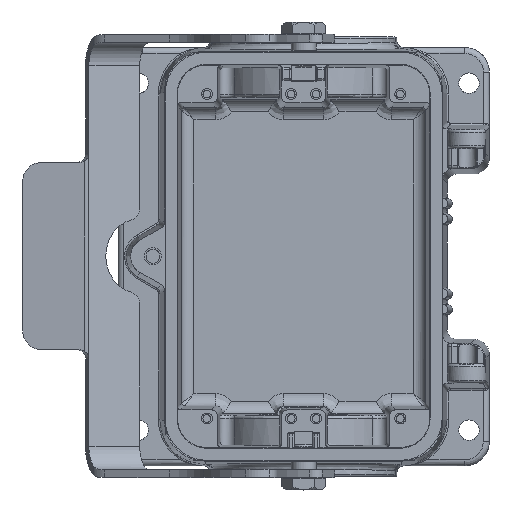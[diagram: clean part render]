
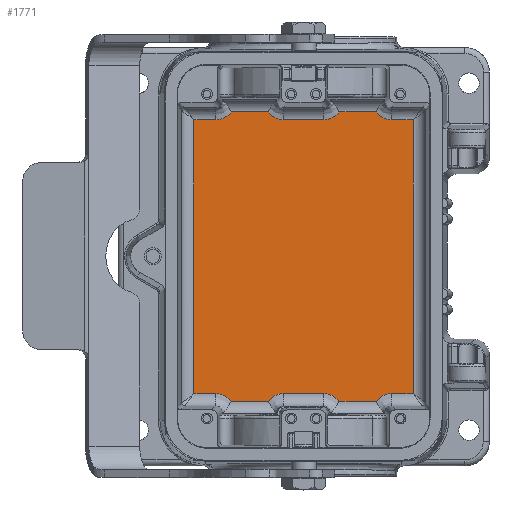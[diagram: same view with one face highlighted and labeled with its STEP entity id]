
A CAD part, top view. The second image highlights one B-rep face of the part: STEP entity #1771.
In plain terms, the highlighted planar face has unit normal (0, 0, 1).
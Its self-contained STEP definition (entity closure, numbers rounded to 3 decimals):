
#1771=ADVANCED_FACE('',(#2680),#2177,.T.);
#2177=PLANE('',#12203);
#2680=FACE_OUTER_BOUND('',#3351,.T.);
#3351=EDGE_LOOP('',(#7413,#7414,#7415,#7416,#7417,#7418,#7419,#7420,#7421,
#7422,#7423,#7424,#7425,#7426,#7427,#7428,#7429,#7430,#7431,#7432));
#4216=LINE('',#22304,#4943);
#4217=LINE('',#22307,#4944);
#4218=LINE('',#22309,#4945);
#4219=LINE('',#22313,#4946);
#4220=LINE('',#22317,#4947);
#4221=LINE('',#22321,#4948);
#4222=LINE('',#22325,#4949);
#4223=LINE('',#22327,#4950);
#4224=LINE('',#22329,#4951);
#4225=LINE('',#22333,#4952);
#4226=LINE('',#22337,#4953);
#4227=LINE('',#22341,#4954);
#4943=VECTOR('',#14714,1.);
#4944=VECTOR('',#14715,1.);
#4945=VECTOR('',#14716,1.);
#4946=VECTOR('',#14719,1.);
#4947=VECTOR('',#14722,1.);
#4948=VECTOR('',#14725,1.);
#4949=VECTOR('',#14728,1.);
#4950=VECTOR('',#14729,1.);
#4951=VECTOR('',#14730,1.);
#4952=VECTOR('',#14733,1.);
#4953=VECTOR('',#14736,1.);
#4954=VECTOR('',#14739,1.);
#7413=ORIENTED_EDGE('',*,*,#10735,.T.);
#7414=ORIENTED_EDGE('',*,*,#10736,.T.);
#7415=ORIENTED_EDGE('',*,*,#10737,.T.);
#7416=ORIENTED_EDGE('',*,*,#10738,.T.);
#7417=ORIENTED_EDGE('',*,*,#10739,.T.);
#7418=ORIENTED_EDGE('',*,*,#10740,.T.);
#7419=ORIENTED_EDGE('',*,*,#10741,.T.);
#7420=ORIENTED_EDGE('',*,*,#10742,.T.);
#7421=ORIENTED_EDGE('',*,*,#10743,.T.);
#7422=ORIENTED_EDGE('',*,*,#10744,.T.);
#7423=ORIENTED_EDGE('',*,*,#10745,.T.);
#7424=ORIENTED_EDGE('',*,*,#10746,.T.);
#7425=ORIENTED_EDGE('',*,*,#10747,.T.);
#7426=ORIENTED_EDGE('',*,*,#10748,.T.);
#7427=ORIENTED_EDGE('',*,*,#10749,.T.);
#7428=ORIENTED_EDGE('',*,*,#10750,.T.);
#7429=ORIENTED_EDGE('',*,*,#10751,.T.);
#7430=ORIENTED_EDGE('',*,*,#10752,.T.);
#7431=ORIENTED_EDGE('',*,*,#10753,.T.);
#7432=ORIENTED_EDGE('',*,*,#10754,.T.);
#9244=VERTEX_POINT('',#22305);
#9245=VERTEX_POINT('',#22306);
#9246=VERTEX_POINT('',#22308);
#9247=VERTEX_POINT('',#22310);
#9248=VERTEX_POINT('',#22312);
#9249=VERTEX_POINT('',#22314);
#9250=VERTEX_POINT('',#22316);
#9251=VERTEX_POINT('',#22318);
#9252=VERTEX_POINT('',#22320);
#9253=VERTEX_POINT('',#22322);
#9254=VERTEX_POINT('',#22324);
#9255=VERTEX_POINT('',#22326);
#9256=VERTEX_POINT('',#22328);
#9257=VERTEX_POINT('',#22330);
#9258=VERTEX_POINT('',#22332);
#9259=VERTEX_POINT('',#22334);
#9260=VERTEX_POINT('',#22336);
#9261=VERTEX_POINT('',#22338);
#9262=VERTEX_POINT('',#22340);
#9263=VERTEX_POINT('',#22342);
#10735=EDGE_CURVE('',#9244,#9245,#4216,.T.);
#10736=EDGE_CURVE('',#9245,#9246,#4217,.T.);
#10737=EDGE_CURVE('',#9246,#9247,#4218,.T.);
#10738=EDGE_CURVE('',#9247,#9248,#11402,.T.);
#10739=EDGE_CURVE('',#9248,#9249,#4219,.T.);
#10740=EDGE_CURVE('',#9249,#9250,#11403,.T.);
#10741=EDGE_CURVE('',#9250,#9251,#4220,.T.);
#10742=EDGE_CURVE('',#9251,#9252,#11404,.T.);
#10743=EDGE_CURVE('',#9252,#9253,#4221,.T.);
#10744=EDGE_CURVE('',#9253,#9254,#11405,.T.);
#10745=EDGE_CURVE('',#9254,#9255,#4222,.T.);
#10746=EDGE_CURVE('',#9255,#9256,#4223,.T.);
#10747=EDGE_CURVE('',#9256,#9257,#4224,.T.);
#10748=EDGE_CURVE('',#9257,#9258,#11406,.T.);
#10749=EDGE_CURVE('',#9258,#9259,#4225,.T.);
#10750=EDGE_CURVE('',#9259,#9260,#11407,.T.);
#10751=EDGE_CURVE('',#9260,#9261,#4226,.T.);
#10752=EDGE_CURVE('',#9261,#9262,#11408,.T.);
#10753=EDGE_CURVE('',#9262,#9263,#4227,.T.);
#10754=EDGE_CURVE('',#9263,#9244,#11409,.T.);
#11402=ELLIPSE('',#12195,6.002,6.);
#11403=ELLIPSE('',#12196,6.002,6.);
#11404=ELLIPSE('',#12197,6.002,6.);
#11405=ELLIPSE('',#12198,6.002,6.);
#11406=ELLIPSE('',#12199,6.002,6.);
#11407=ELLIPSE('',#12200,6.002,6.);
#11408=ELLIPSE('',#12201,6.002,6.);
#11409=ELLIPSE('',#12202,6.002,6.);
#12195=AXIS2_PLACEMENT_3D('',#22311,#14717,#14718);
#12196=AXIS2_PLACEMENT_3D('',#22315,#14720,#14721);
#12197=AXIS2_PLACEMENT_3D('',#22319,#14723,#14724);
#12198=AXIS2_PLACEMENT_3D('',#22323,#14726,#14727);
#12199=AXIS2_PLACEMENT_3D('',#22331,#14731,#14732);
#12200=AXIS2_PLACEMENT_3D('',#22335,#14734,#14735);
#12201=AXIS2_PLACEMENT_3D('',#22339,#14737,#14738);
#12202=AXIS2_PLACEMENT_3D('',#22343,#14740,#14741);
#12203=AXIS2_PLACEMENT_3D('',#22344,#14742,#14743);
#14714=DIRECTION('',(1.,0.,0.));
#14715=DIRECTION('',(0.,1.,0.));
#14716=DIRECTION('',(-1.,0.,0.));
#14717=DIRECTION('',(0.,0.,-1.));
#14718=DIRECTION('',(0.707,0.707,0.));
#14719=DIRECTION('',(-1.,0.,0.));
#14720=DIRECTION('',(0.,0.,-1.));
#14721=DIRECTION('',(-0.707,0.707,0.));
#14722=DIRECTION('',(-1.,0.,0.));
#14723=DIRECTION('',(0.,0.,-1.));
#14724=DIRECTION('',(0.707,0.707,0.));
#14725=DIRECTION('',(-1.,0.,0.));
#14726=DIRECTION('',(0.,0.,-1.));
#14727=DIRECTION('',(-0.707,0.707,0.));
#14728=DIRECTION('',(-1.,0.,0.));
#14729=DIRECTION('',(0.,-1.,0.));
#14730=DIRECTION('',(1.,0.,0.));
#14731=DIRECTION('',(0.,0.,-1.));
#14732=DIRECTION('',(-0.707,-0.707,0.));
#14733=DIRECTION('',(1.,0.,0.));
#14734=DIRECTION('',(0.,0.,-1.));
#14735=DIRECTION('',(0.707,-0.707,0.));
#14736=DIRECTION('',(1.,0.,0.));
#14737=DIRECTION('',(0.,0.,-1.));
#14738=DIRECTION('',(-0.707,-0.707,0.));
#14739=DIRECTION('',(1.,0.,0.));
#14740=DIRECTION('',(0.,0.,-1.));
#14741=DIRECTION('',(0.707,-0.707,0.));
#14742=DIRECTION('',(0.,0.,1.));
#14743=DIRECTION('',(0.,1.,0.));
#22304=CARTESIAN_POINT('',(39.1,-43.886,-54.5));
#22305=CARTESIAN_POINT('',(28.136,-43.886,-54.5));
#22306=CARTESIAN_POINT('',(35.163,-43.886,-54.5));
#22307=CARTESIAN_POINT('',(35.163,43.886,-54.5));
#22308=CARTESIAN_POINT('',(35.163,43.886,-54.5));
#22309=CARTESIAN_POINT('',(28.067,43.886,-54.5));
#22310=CARTESIAN_POINT('',(28.136,43.886,-54.5));
#22311=CARTESIAN_POINT('',(28.138,49.887,-54.5));
#22312=CARTESIAN_POINT('',(23.256,46.396,-54.5));
#22313=CARTESIAN_POINT('',(-40.499,46.396,-54.5));
#22314=CARTESIAN_POINT('',(11.342,46.396,-54.5));
#22315=CARTESIAN_POINT('',(6.461,49.887,-54.5));
#22316=CARTESIAN_POINT('',(6.463,43.886,-54.5));
#22317=CARTESIAN_POINT('',(-40.499,43.886,-54.5));
#22318=CARTESIAN_POINT('',(-6.463,43.886,-54.5));
#22319=CARTESIAN_POINT('',(-6.461,49.887,-54.5));
#22320=CARTESIAN_POINT('',(-11.342,46.396,-54.5));
#22321=CARTESIAN_POINT('',(-40.499,46.396,-54.5));
#22322=CARTESIAN_POINT('',(-23.256,46.396,-54.5));
#22323=CARTESIAN_POINT('',(-28.138,49.887,-54.5));
#22324=CARTESIAN_POINT('',(-28.136,43.886,-54.5));
#22325=CARTESIAN_POINT('',(-39.1,43.886,-54.5));
#22326=CARTESIAN_POINT('',(-35.163,43.886,-54.5));
#22327=CARTESIAN_POINT('',(-35.163,60.848,-54.5));
#22328=CARTESIAN_POINT('',(-35.163,-43.886,-54.5));
#22329=CARTESIAN_POINT('',(-28.067,-43.886,-54.5));
#22330=CARTESIAN_POINT('',(-28.136,-43.886,-54.5));
#22331=CARTESIAN_POINT('',(-28.138,-49.887,-54.5));
#22332=CARTESIAN_POINT('',(-23.256,-46.396,-54.5));
#22333=CARTESIAN_POINT('',(-40.499,-46.396,-54.5));
#22334=CARTESIAN_POINT('',(-11.342,-46.396,-54.5));
#22335=CARTESIAN_POINT('',(-6.461,-49.887,-54.5));
#22336=CARTESIAN_POINT('',(-6.463,-43.886,-54.5));
#22337=CARTESIAN_POINT('',(-40.499,-43.886,-54.5));
#22338=CARTESIAN_POINT('',(6.463,-43.886,-54.5));
#22339=CARTESIAN_POINT('',(6.461,-49.887,-54.5));
#22340=CARTESIAN_POINT('',(11.342,-46.396,-54.5));
#22341=CARTESIAN_POINT('',(-40.499,-46.396,-54.5));
#22342=CARTESIAN_POINT('',(23.256,-46.396,-54.5));
#22343=CARTESIAN_POINT('',(28.138,-49.887,-54.5));
#22344=CARTESIAN_POINT('',(-40.499,60.848,-54.5));
